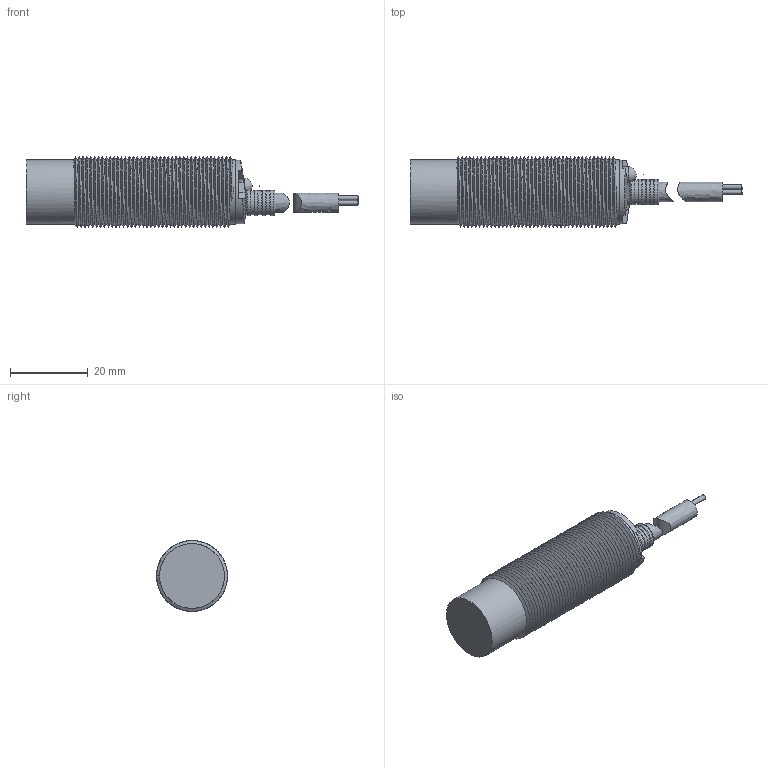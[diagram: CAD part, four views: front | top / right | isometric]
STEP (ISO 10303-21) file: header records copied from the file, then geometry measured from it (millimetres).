
FILE_DESCRIPTION( ('This file contains a STEP AP42 implementation' ,'as created by ZW3D STEP Interface translator.') ,'2;1' );
FILE_NAME( 'ECS2-1816X-X2UX.stp' ,'20 522.144042', (''), ('ZWCAD Software Co.'), 'Version 1.0', 'ZW3D to STEP translator', '' );
FILE_SCHEMA(('AUTOMOTIVE_DESIGN'));
Length unit declared in the file: millimetre
Products named in the file (3): 0; ECS2-1816X-X2UX; 堤盄杶  m18
Assembly tree (1 placements, depth 2):
  0
  ECS2-1816X-X2UX
    堤盄杶  m18
Bounding box: 85.61 x 18.26 x 18.26 mm (x, y, z)
Volume: 13260.1 mm3; surface area: 6936.3 mm2
Topology: 4 solids, 7 shells, 101 faces, 241 edges, 154 vertices
Faces by surface type: bspline 101
Entity records: 5552 total; most frequent: CARTESIAN_POINT 4061, ORIENTED_EDGE 478, EDGE_CURVE 241, VERTEX_POINT 154, EDGE_LOOP 107, B_SPLINE_CURVE_WITH_KNOTS 103, FACE_OUTER_BOUND 101, ADVANCED_FACE 101
